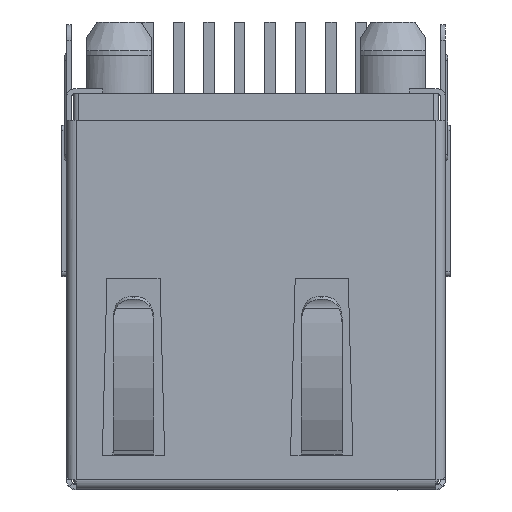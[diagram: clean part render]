
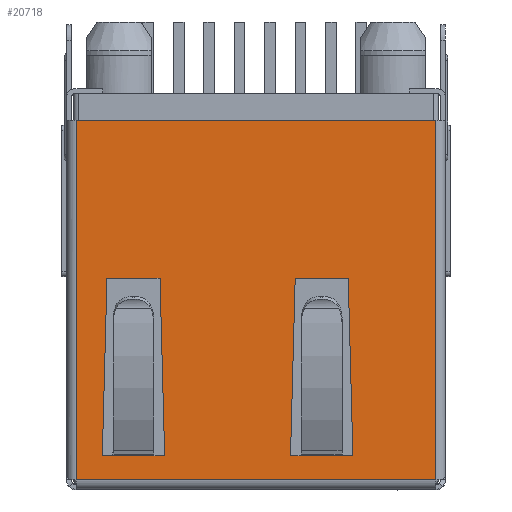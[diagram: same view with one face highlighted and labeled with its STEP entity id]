
A CAD part, top view. The second image highlights one B-rep face of the part: STEP entity #20718.
In plain terms, the highlighted planar face has unit normal (0, 0, 1).
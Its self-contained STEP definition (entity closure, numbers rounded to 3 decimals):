
#2256=ORIENTED_EDGE('',*,*,#7978,.T.);
#2257=ORIENTED_EDGE('',*,*,#7979,.T.);
#2258=ORIENTED_EDGE('',*,*,#7980,.T.);
#2259=ORIENTED_EDGE('',*,*,#7791,.T.);
#2260=ORIENTED_EDGE('',*,*,#7981,.F.);
#2261=ORIENTED_EDGE('',*,*,#7982,.T.);
#2262=ORIENTED_EDGE('',*,*,#7983,.T.);
#2263=ORIENTED_EDGE('',*,*,#7984,.T.);
#2264=ORIENTED_EDGE('',*,*,#7985,.T.);
#2265=ORIENTED_EDGE('',*,*,#7777,.T.);
#2266=ORIENTED_EDGE('',*,*,#7986,.F.);
#2267=ORIENTED_EDGE('',*,*,#7987,.T.);
#2268=ORIENTED_EDGE('',*,*,#7988,.T.);
#2269=ORIENTED_EDGE('',*,*,#7989,.T.);
#2270=ORIENTED_EDGE('',*,*,#7990,.T.);
#2271=ORIENTED_EDGE('',*,*,#7991,.T.);
#7777=EDGE_CURVE('',#10737,#10735,#12812,.T.);
#7791=EDGE_CURVE('',#10749,#10747,#12825,.T.);
#7978=EDGE_CURVE('',#10887,#10888,#12978,.T.);
#7979=EDGE_CURVE('',#10888,#10889,#12979,.T.);
#7980=EDGE_CURVE('',#10889,#10749,#12980,.T.);
#7981=EDGE_CURVE('',#10890,#10747,#12981,.F.);
#7982=EDGE_CURVE('',#10890,#10887,#12982,.T.);
#7983=EDGE_CURVE('',#10891,#10892,#12983,.T.);
#7984=EDGE_CURVE('',#10892,#10893,#12984,.T.);
#7985=EDGE_CURVE('',#10893,#10737,#12985,.T.);
#7986=EDGE_CURVE('',#10894,#10735,#12986,.F.);
#7987=EDGE_CURVE('',#10894,#10891,#12987,.T.);
#7988=EDGE_CURVE('',#10824,#10848,#12988,.T.);
#7989=EDGE_CURVE('',#10848,#10788,#12989,.T.);
#7990=EDGE_CURVE('',#10788,#10895,#12990,.T.);
#7991=EDGE_CURVE('',#10895,#10824,#12991,.T.);
#10735=VERTEX_POINT('',#33035);
#10737=VERTEX_POINT('',#33038);
#10747=VERTEX_POINT('',#33068);
#10749=VERTEX_POINT('',#33071);
#10788=VERTEX_POINT('',#33172);
#10824=VERTEX_POINT('',#33253);
#10848=VERTEX_POINT('',#33304);
#10887=VERTEX_POINT('',#33491);
#10888=VERTEX_POINT('',#33492);
#10889=VERTEX_POINT('',#33494);
#10890=VERTEX_POINT('',#33497);
#10891=VERTEX_POINT('',#33500);
#10892=VERTEX_POINT('',#33501);
#10893=VERTEX_POINT('',#33503);
#10894=VERTEX_POINT('',#33506);
#10895=VERTEX_POINT('',#33511);
#12812=LINE('',#33037,#15274);
#12825=LINE('',#33070,#15287);
#12978=LINE('',#33490,#15440);
#12979=LINE('',#33493,#15441);
#12980=LINE('',#33495,#15442);
#12981=LINE('',#33496,#15443);
#12982=LINE('',#33498,#15444);
#12983=LINE('',#33499,#15445);
#12984=LINE('',#33502,#15446);
#12985=LINE('',#33504,#15447);
#12986=LINE('',#33505,#15448);
#12987=LINE('',#33507,#15449);
#12988=LINE('',#33508,#15450);
#12989=LINE('',#33509,#15451);
#12990=LINE('',#33510,#15452);
#12991=LINE('',#33512,#15453);
#15274=VECTOR('',#27024,1000.);
#15287=VECTOR('',#27045,1000.);
#15440=VECTOR('',#27332,1000.);
#15441=VECTOR('',#27333,1000.);
#15442=VECTOR('',#27334,1000.);
#15443=VECTOR('',#27335,1000.);
#15444=VECTOR('',#27336,1000.);
#15445=VECTOR('',#27337,1000.);
#15446=VECTOR('',#27338,1000.);
#15447=VECTOR('',#27339,1000.);
#15448=VECTOR('',#27340,1000.);
#15449=VECTOR('',#27341,1000.);
#15450=VECTOR('',#27342,1000.);
#15451=VECTOR('',#27343,1000.);
#15452=VECTOR('',#27344,1000.);
#15453=VECTOR('',#27345,1000.);
#17547=EDGE_LOOP('',(#2256,#2257,#2258,#2259,#2260,#2261));
#17548=EDGE_LOOP('',(#2262,#2263,#2264,#2265,#2266,#2267));
#17549=EDGE_LOOP('',(#2268,#2269,#2270,#2271));
#18727=FACE_BOUND('',#17547,.T.);
#18728=FACE_BOUND('',#17548,.T.);
#18729=FACE_BOUND('',#17549,.T.);
#19849=PLANE('',#24825);
#20718=ADVANCED_FACE('',(#18727,#18728,#18729),#19849,.T.);
#24825=AXIS2_PLACEMENT_3D('',#33489,#27330,#27331);
#27024=DIRECTION('',(0.,-1.,0.));
#27045=DIRECTION('',(0.,-1.,0.));
#27330=DIRECTION('',(0.,0.,1.));
#27331=DIRECTION('',(1.,0.,0.));
#27332=DIRECTION('',(-1.,0.026,0.));
#27333=DIRECTION('',(0.,1.,0.));
#27334=DIRECTION('',(1.,0.026,0.));
#27335=DIRECTION('',(0.,-1.,0.));
#27336=DIRECTION('',(0.,-1.,0.));
#27337=DIRECTION('',(-1.,0.026,0.));
#27338=DIRECTION('',(0.,1.,0.));
#27339=DIRECTION('',(1.,0.026,0.));
#27340=DIRECTION('',(0.,-1.,0.));
#27341=DIRECTION('',(0.,-1.,0.));
#27342=DIRECTION('',(1.,0.,0.));
#27343=DIRECTION('',(0.,1.,0.));
#27344=DIRECTION('',(-1.,0.,0.));
#27345=DIRECTION('',(0.,-1.,0.));
#33035=CARTESIAN_POINT('',(6.805,3.596,8.1));
#33037=CARTESIAN_POINT('',(6.805,1.44,8.1));
#33038=CARTESIAN_POINT('',(6.805,4.04,8.1));
#33068=CARTESIAN_POINT('',(6.805,-4.254,8.1));
#33070=CARTESIAN_POINT('',(6.805,-6.41,8.1));
#33071=CARTESIAN_POINT('',(6.805,-3.81,8.1));
#33172=CARTESIAN_POINT('',(7.805,7.5,8.1));
#33253=CARTESIAN_POINT('',(-7.195,-7.5,8.1));
#33304=CARTESIAN_POINT('',(7.805,-7.5,8.1));
#33489=CARTESIAN_POINT('',(0.,0.,8.1));
#33490=CARTESIAN_POINT('',(6.805,-6.41,8.1));
#33491=CARTESIAN_POINT('',(6.805,-6.41,8.1));
#33492=CARTESIAN_POINT('',(-0.595,-6.216,8.1));
#33493=CARTESIAN_POINT('',(-0.595,-4.004,8.1));
#33494=CARTESIAN_POINT('',(-0.595,-4.004,8.1));
#33495=CARTESIAN_POINT('',(6.805,-3.81,8.1));
#33496=CARTESIAN_POINT('',(6.805,-3.81,8.1));
#33497=CARTESIAN_POINT('',(6.805,-5.966,8.1));
#33498=CARTESIAN_POINT('',(6.805,-6.41,8.1));
#33499=CARTESIAN_POINT('',(-0.595,1.634,8.1));
#33500=CARTESIAN_POINT('',(6.805,1.44,8.1));
#33501=CARTESIAN_POINT('',(-0.595,1.634,8.1));
#33502=CARTESIAN_POINT('',(-0.595,3.846,8.1));
#33503=CARTESIAN_POINT('',(-0.595,3.846,8.1));
#33504=CARTESIAN_POINT('',(6.805,4.04,8.1));
#33505=CARTESIAN_POINT('',(6.805,4.04,8.1));
#33506=CARTESIAN_POINT('',(6.805,1.884,8.1));
#33507=CARTESIAN_POINT('',(6.805,1.44,8.1));
#33508=CARTESIAN_POINT('',(8.014,-7.5,8.1));
#33509=CARTESIAN_POINT('',(7.805,-7.5,8.1));
#33510=CARTESIAN_POINT('',(8.014,7.5,8.1));
#33511=CARTESIAN_POINT('',(-7.195,7.5,8.1));
#33512=CARTESIAN_POINT('',(-7.195,7.5,8.1));
